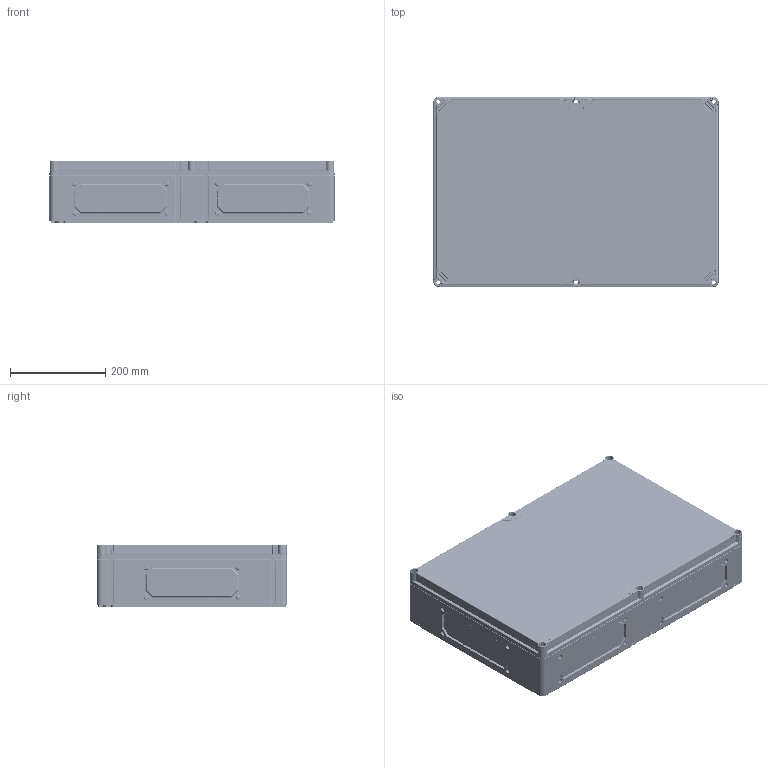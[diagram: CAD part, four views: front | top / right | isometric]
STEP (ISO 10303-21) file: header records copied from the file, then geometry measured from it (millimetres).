
FILE_DESCRIPTION((''),'2;1');
FILE_NAME('CPCF406013G_ASM','2010-04-19T',('pasi_koskela'),(''),'PRO/ENGINEER BY PARAMETRIC TECHNOLOGY CORPORATION, 2008250','PRO/ENGINEER BY PARAMETRIC TECHNOLOGY CORPORATION, 2008250','');
FILE_SCHEMA(('AUTOMOTIVE_DESIGN_CC2 { 1 2 10303 214 -1 1 5 2 }'));
Products named in the file (3): CPCF406010B; OPCG406003L; CPCF406013G_ASM
Assembly tree (2 placements, depth 2):
  CPCF406013G_ASM
    CPCF406010B
    OPCG406003L
Bounding box: 600 x 400 x 132 mm (x, y, z)
Volume: 2939699.5 mm3; surface area: 1682074.5 mm2
Topology: 2 solids, 2 shells, 5386 faces, 13420 edges, 8315 vertices
Faces by surface type: plane 2072, cylinder 1206, cone 1120, torus 724, bspline 223, sphere 41
Entity records: 212433 total; most frequent: CARTESIAN_POINT 44979, ORIENTED_EDGE 26836, DIRECTION 26434, PRESENTATION_STYLE_ASSIGNMENT 13420, STYLED_ITEM 13420, CURVE_STYLE 13418, EDGE_CURVE 13418, AXIS2_PLACEMENT_3D 9906
